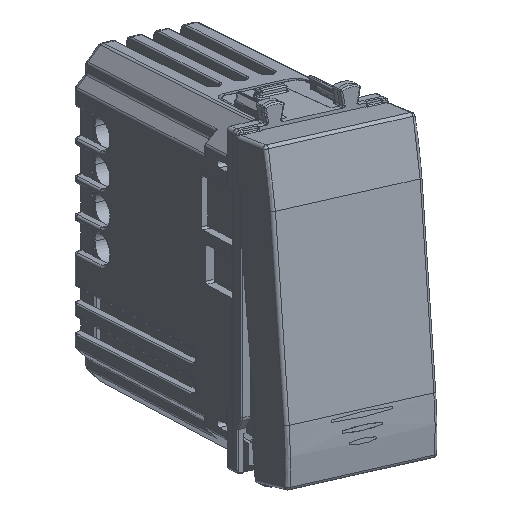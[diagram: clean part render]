
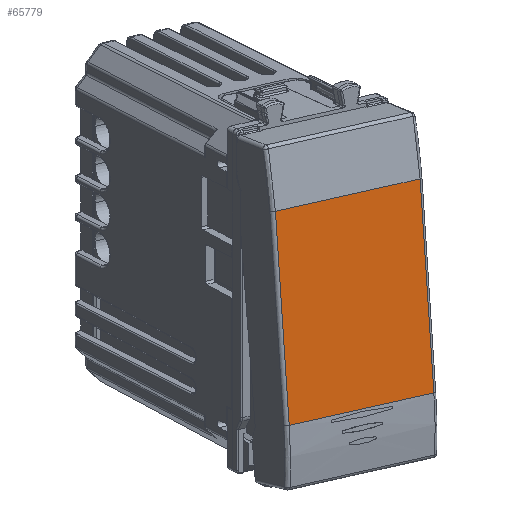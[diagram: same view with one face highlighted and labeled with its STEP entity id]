
A CAD part, top view. The second image highlights one B-rep face of the part: STEP entity #65779.
In plain terms, the highlighted face is planar.
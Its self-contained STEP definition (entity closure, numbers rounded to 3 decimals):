
#65740=CARTESIAN_POINT('Axis2P3D Location',(12.698,0.,13.41)) ;
#65745=CARTESIAN_POINT('Line Origine',(-14.349,0.,10.089)) ;
#65749=CARTESIAN_POINT('Vertex',(-14.349,-10.651,10.089)) ;
#65751=CARTESIAN_POINT('Vertex',(-14.349,10.651,10.089)) ;
#65754=CARTESIAN_POINT('Line Origine',(-0.826,-10.651,11.75)) ;
#65758=CARTESIAN_POINT('Vertex',(12.698,-10.651,13.41)) ;
#65761=CARTESIAN_POINT('Line Origine',(12.698,0.,13.41)) ;
#65765=CARTESIAN_POINT('Vertex',(12.698,10.651,13.41)) ;
#65768=CARTESIAN_POINT('Line Origine',(-0.826,10.651,11.75)) ;
#65741=DIRECTION('Axis2P3D Direction',(0.122,0.,-0.993)) ;
#65742=DIRECTION('Axis2P3D XDirection',(-0.993,0.,-0.122)) ;
#65746=DIRECTION('Vector Direction',(0.,1.,0.)) ;
#65755=DIRECTION('Vector Direction',(0.993,0.,0.122)) ;
#65762=DIRECTION('Vector Direction',(0.,1.,0.)) ;
#65769=DIRECTION('Vector Direction',(-0.993,0.,-0.122)) ;
#65743=AXIS2_PLACEMENT_3D('Plane Axis2P3D',#65740,#65741,#65742) ;
#65774=ORIENTED_EDGE('',*,*,#65753,.F.) ;
#65775=ORIENTED_EDGE('',*,*,#65760,.T.) ;
#65776=ORIENTED_EDGE('',*,*,#65767,.T.) ;
#65777=ORIENTED_EDGE('',*,*,#65772,.T.) ;
#65747=VECTOR('Line Direction',#65746,1.) ;
#65756=VECTOR('Line Direction',#65755,1.) ;
#65763=VECTOR('Line Direction',#65762,1.) ;
#65770=VECTOR('Line Direction',#65769,1.) ;
#65779=ADVANCED_FACE('mostrina',(#65778),#65744,.F.) ;
#65753=EDGE_CURVE('',#65750,#65752,#65748,.T.) ;
#65760=EDGE_CURVE('',#65750,#65759,#65757,.T.) ;
#65767=EDGE_CURVE('',#65759,#65766,#65764,.T.) ;
#65772=EDGE_CURVE('',#65766,#65752,#65771,.T.) ;
#65773=EDGE_LOOP('',(#65774,#65775,#65776,#65777)) ;
#65778=FACE_OUTER_BOUND('',#65773,.T.) ;
#65748=LINE('Line',#65745,#65747) ;
#65757=LINE('Line',#65754,#65756) ;
#65764=LINE('Line',#65761,#65763) ;
#65771=LINE('Line',#65768,#65770) ;
#65744=PLANE('',#65743) ;
#65750=VERTEX_POINT('',#65749) ;
#65752=VERTEX_POINT('',#65751) ;
#65759=VERTEX_POINT('',#65758) ;
#65766=VERTEX_POINT('',#65765) ;
